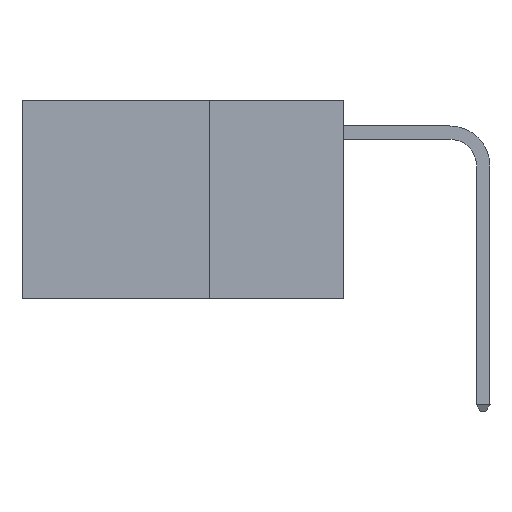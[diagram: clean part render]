
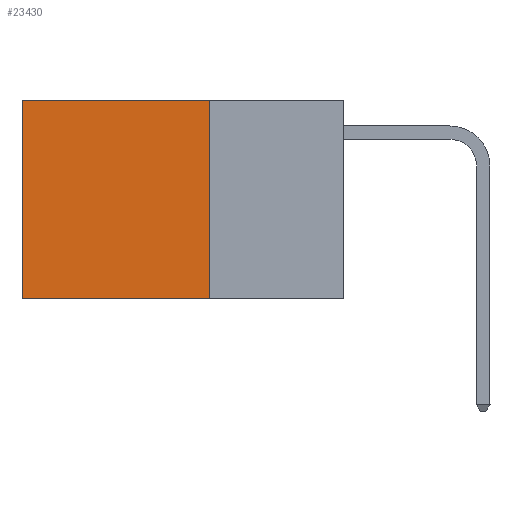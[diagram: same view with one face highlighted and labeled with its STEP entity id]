
A CAD part, left-side view. The second image highlights one B-rep face of the part: STEP entity #23430.
In plain terms, the highlighted planar face has unit normal (-1, 0, 0).
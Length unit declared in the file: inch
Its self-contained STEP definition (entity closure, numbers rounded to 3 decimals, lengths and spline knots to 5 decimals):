
#239 = VECTOR ( 'NONE', #318, 39.37008 ) ;
#318 = DIRECTION ( 'NONE',  ( 0., 0., -1. ) ) ;
#1218 = VECTOR ( 'NONE', #13940, 39.37008 ) ;
#1678 = ORIENTED_EDGE ( 'NONE', *, *, #16612, .F. ) ;
#1813 = CARTESIAN_POINT ( 'NONE',  ( 0.2625, 0.25, -0.37 ) ) ;
#2073 = LINE ( 'NONE', #11794, #14523 ) ;
#2235 = DIRECTION ( 'NONE',  ( 0., 0., -1. ) ) ;
#2413 = VERTEX_POINT ( 'NONE', #15739 ) ;
#3302 = ORIENTED_EDGE ( 'NONE', *, *, #15986, .F. ) ;
#6316 = VECTOR ( 'NONE', #2235, 39.37008 ) ;
#6570 = LINE ( 'NONE', #25798, #239 ) ;
#7673 = ORIENTED_EDGE ( 'NONE', *, *, #11871, .T. ) ;
#8308 = PLANE ( 'NONE',  #22502 ) ;
#10075 = FACE_OUTER_BOUND ( 'NONE', #27557, .T. ) ;
#10638 = DIRECTION ( 'NONE',  ( 1., 0., 0. ) ) ;
#11794 = CARTESIAN_POINT ( 'NONE',  ( 0.2625, 0.25, -0.37 ) ) ;
#11871 = EDGE_CURVE ( 'NONE', #27697, #20397, #19127, .T. ) ;
#13738 = ORIENTED_EDGE ( 'NONE', *, *, #20580, .T. ) ;
#13940 = DIRECTION ( 'NONE',  ( 0., 1., 0. ) ) ;
#14132 = DIRECTION ( 'NONE',  ( 0., 1., 0. ) ) ;
#14523 = VECTOR ( 'NONE', #14132, 39.37008 ) ;
#15521 = CARTESIAN_POINT ( 'NONE',  ( 0.2625, 0.6, 0. ) ) ;
#15739 = CARTESIAN_POINT ( 'NONE',  ( 0.2625, 0.6, -0.37 ) ) ;
#15986 = EDGE_CURVE ( 'NONE', #27697, #22908, #6570, .T. ) ;
#16612 = EDGE_CURVE ( 'NONE', #22908, #2413, #2073, .T. ) ;
#18412 = CARTESIAN_POINT ( 'NONE',  ( 0.2625, 0.25, 0. ) ) ;
#19127 = LINE ( 'NONE', #29992, #1218 ) ;
#20397 = VERTEX_POINT ( 'NONE', #15521 ) ;
#20580 = EDGE_CURVE ( 'NONE', #20397, #2413, #25429, .T. ) ;
#22502 = AXIS2_PLACEMENT_3D ( 'NONE', #28928, #10638, #26713 ) ;
#22908 = VERTEX_POINT ( 'NONE', #1813 ) ;
#23037 = CARTESIAN_POINT ( 'NONE',  ( 0.2625, 0.6, 0. ) ) ;
#23430 = ADVANCED_FACE ( 'NONE', ( #10075 ), #8308, .F. ) ;
#25429 = LINE ( 'NONE', #23037, #6316 ) ;
#25798 = CARTESIAN_POINT ( 'NONE',  ( 0.2625, 0.25, 0. ) ) ;
#26713 = DIRECTION ( 'NONE',  ( 0., 0., -1. ) ) ;
#27557 = EDGE_LOOP ( 'NONE', ( #13738, #1678, #3302, #7673 ) ) ;
#27697 = VERTEX_POINT ( 'NONE', #18412 ) ;
#28928 = CARTESIAN_POINT ( 'NONE',  ( 0.2625, 0.25, 0. ) ) ;
#29992 = CARTESIAN_POINT ( 'NONE',  ( 0.2625, 0.25, 0. ) ) ;
